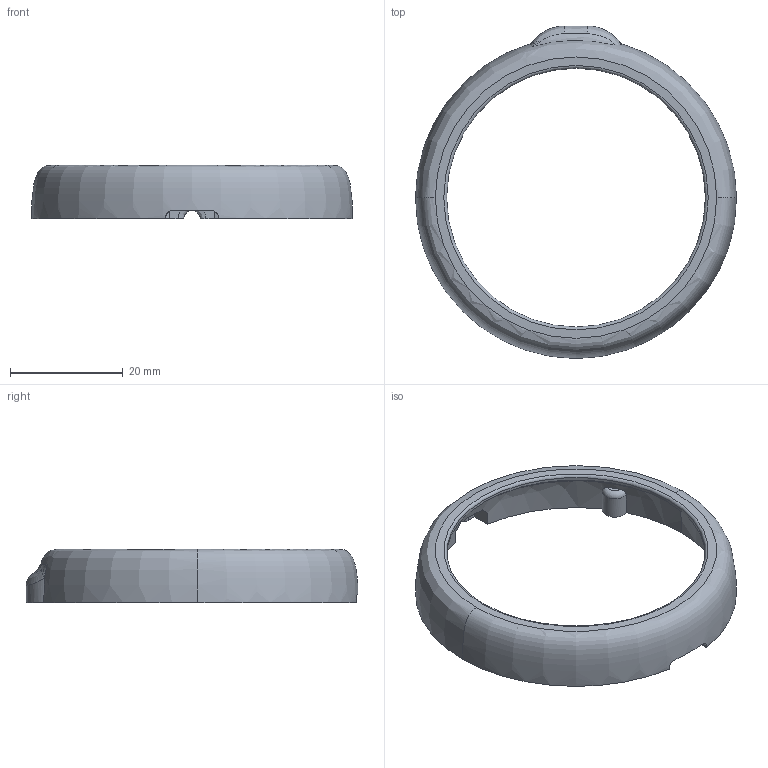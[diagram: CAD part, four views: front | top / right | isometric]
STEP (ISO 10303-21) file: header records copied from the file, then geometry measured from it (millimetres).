
FILE_DESCRIPTION(/* description */ (''),/* implementation_level */ '2;1');
FILE_NAME(/* name */ '',/* time_stamp */ '2025-03-17T07:21:05+08:00',/* author */ (''),/* organization */ (''),/* preprocessor_version */ 'ST-DEVELOPER v20',/* originating_system */ 'Autodesk Translation Framework v13.14.0.145',/* authorisation */ '');
FILE_SCHEMA (('AUTOMOTIVE_DESIGN { 1 0 10303 214 3 1 1 }'));
Length unit declared in the file: millimetre
Products named in the file (1): 上表面
Bounding box: 57.05 x 59 x 9.51 mm (x, y, z)
Volume: 3761.3 mm3; surface area: 4732.7 mm2
Topology: 1 solids, 1 shells, 63 faces, 170 edges, 112 vertices
Faces by surface type: plane 29, bspline 15, cylinder 14, torus 5
Full cylindrical faces by diameter (mm): 2 x4, 46 x1
Entity records: 4392 total; most frequent: CARTESIAN_POINT 2891, ORIENTED_EDGE 338, DIRECTION 258, EDGE_CURVE 169, VERTEX_POINT 112, AXIS2_PLACEMENT_3D 105, EDGE_LOOP 69, FACE_OUTER_BOUND 63
